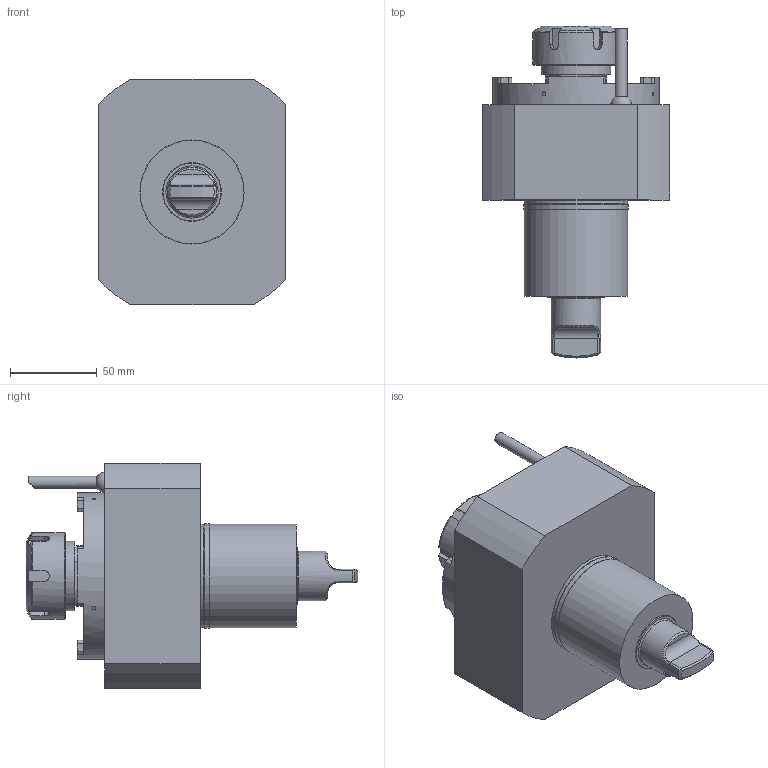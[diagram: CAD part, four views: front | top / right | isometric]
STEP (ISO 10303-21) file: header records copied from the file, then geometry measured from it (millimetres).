
FILE_DESCRIPTION (( 'STEP AP214' ), '1' );
FILE_NAME ('RAPPH32E221UNL.STEP', '2025-08-07T11:29:43', ( '' ), ( '' ), 'SwSTEP 2.0', 'SolidWorks 2023', '' );
FILE_SCHEMA (( 'AUTOMOTIVE_DESIGN' ));
Length unit declared in the file: millimetre
Products named in the file (1): RAPPH32E221UNL
Bounding box: 108 x 191.41 x 130 mm (x, y, z)
Volume: 1064872.8 mm3; surface area: 76940.6 mm2
Topology: 1 solids, 1 shells, 485 faces, 1294 edges, 857 vertices
Faces by surface type: plane 299, cylinder 85, bspline 67, cone 20, torus 13, sphere 1
Full cylindrical faces by diameter (mm): 1.7 x1, 2.1 x1, 4 x1, 6.366 x1, 7 x1, 28.5 x1, 40 x1, 50 x1, 59.8 x2, 60 x1, 96 x1
Entity records: 23558 total; most frequent: CARTESIAN_POINT 8798, ORIENTED_EDGE 2516, DIRECTION 2068, EDGE_CURVE 1258, VERTEX_POINT 843, LINE 826, VECTOR 826, AXIS2_PLACEMENT_3D 621
